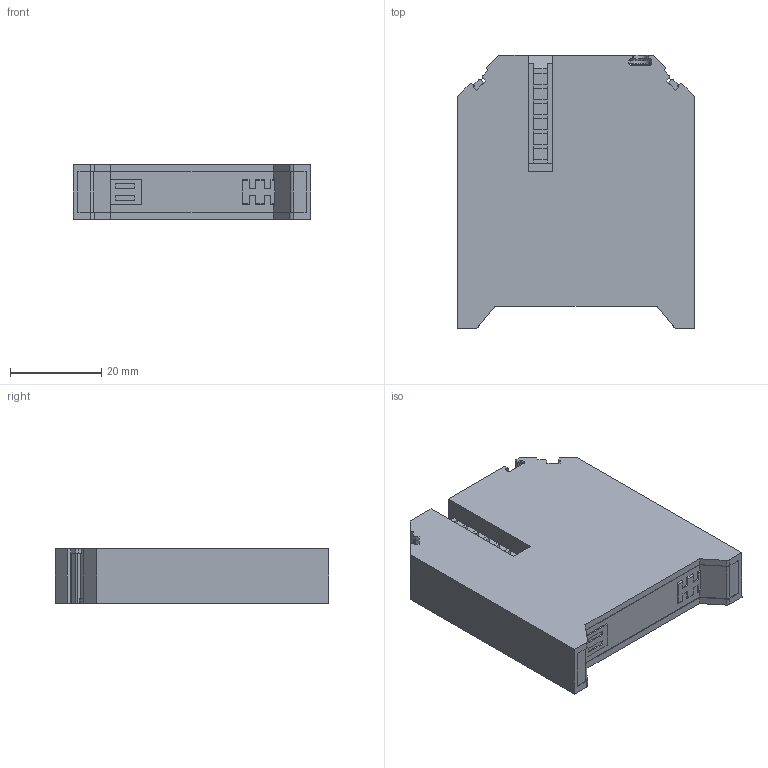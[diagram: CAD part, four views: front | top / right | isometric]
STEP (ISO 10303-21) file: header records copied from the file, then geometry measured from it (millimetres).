
FILE_DESCRIPTION (( 'STEP AP214' ), '1' );
FILE_NAME ('495090_KD6_Beige.STP', '2013-11-18T07:35:32', ( 'arge' ), ( 'Microsoft' ), 'SwSTEP 2.0', 'SolidWorks 2013', '' );
FILE_SCHEMA (( 'AUTOMOTIVE_DESIGN' ));
Length unit declared in the file: millimetre
Products named in the file (1): 495090_KD6_Beige
Bounding box: 52 x 59.92 x 12 mm (x, y, z)
Volume: 32512 mm3; surface area: 9239.2 mm2
Topology: 1 solids, 1 shells, 282 faces, 759 edges, 484 vertices
Faces by surface type: plane 231, cylinder 39, cone 8, bspline 4
Entity records: 11887 total; most frequent: CARTESIAN_POINT 1686, ORIENTED_EDGE 1518, DIRECTION 1389, EDGE_CURVE 759, VECTOR 663, LINE 663, VERTEX_POINT 484, AXIS2_PLACEMENT_3D 363
